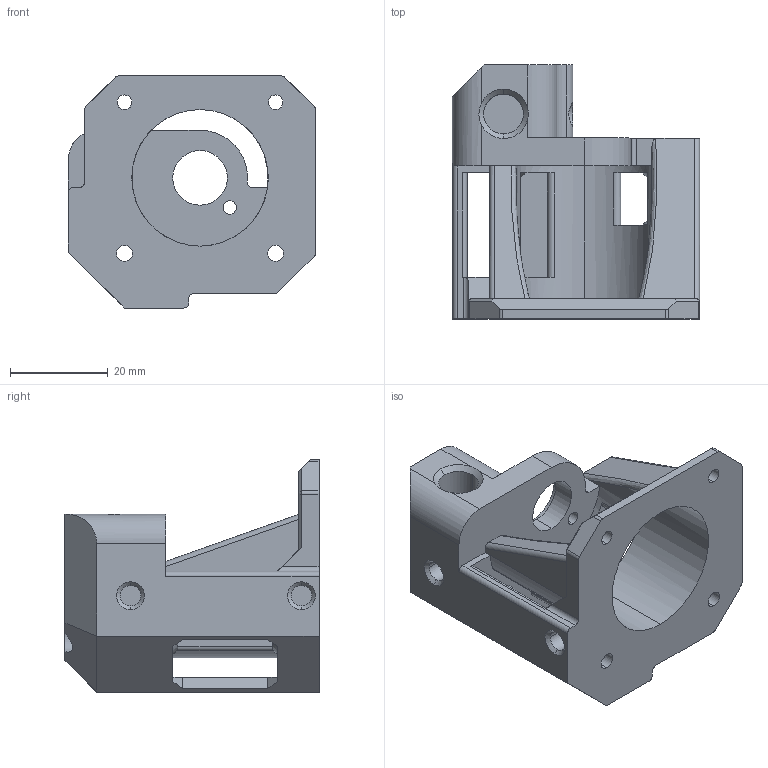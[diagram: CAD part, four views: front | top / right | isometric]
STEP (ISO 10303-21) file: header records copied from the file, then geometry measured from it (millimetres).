
FILE_DESCRIPTION(/* description */ ('STEP AP242','CAx-IF Rec.Pracs.---Representation and Presentation of Product Manufacturing Information (PMI)---4.0---2014-10-13','CAx-IF Rec.Pracs.---3D Tessellated Geometry---0.4---2014-09-14','2;1'),/* implementation_level */ '2;1');
FILE_NAME(/* name */ '6645fe666bc2fe565997f3f4',/* time_stamp */ '2024-05-16T12:39:02Z',/* author */ (''),/* organization */ (''),/* preprocessor_version */ 'ST-DEVELOPER v20',/* originating_system */ ' ',/* authorisation */ ' ');
FILE_SCHEMA (('AP242_MANAGED_MODEL_BASED_3D_ENGINEERING_MIM_LF { 1 0 10303 442 1 1 4 }'));
Length unit declared in the file: metre
Products named in the file (1): Left Stepper Mount F623ZZ
Bounding box: 50.7 x 52.12 x 47.6 mm (x, y, z)
Volume: 36572.1 mm3; surface area: 15589.4 mm2
Topology: 1 solids, 1 shells, 181 faces, 524 edges, 349 vertices
Faces by surface type: cylinder 78, plane 75, cone 26, bspline 2
Entity records: 6366 total; most frequent: CARTESIAN_POINT 1327, DIRECTION 1091, ORIENTED_EDGE 1048, EDGE_CURVE 524, AXIS2_PLACEMENT_3D 406, VERTEX_POINT 349, LINE 279, VECTOR 279
